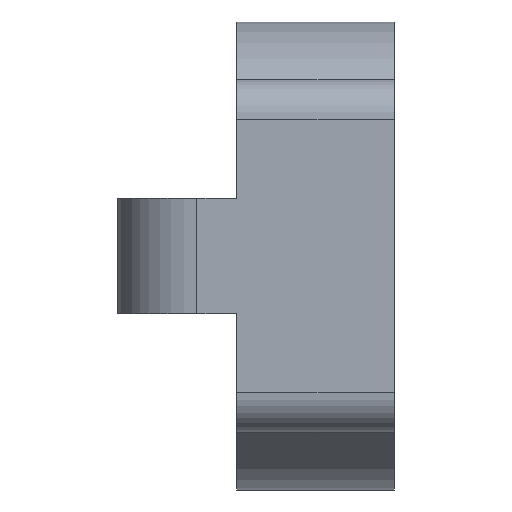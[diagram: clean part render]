
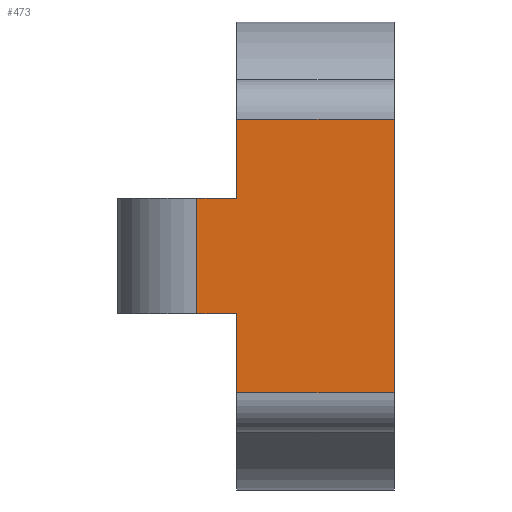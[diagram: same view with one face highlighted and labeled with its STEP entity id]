
A CAD part, left-side view. The second image highlights one B-rep face of the part: STEP entity #473.
In plain terms, the highlighted planar face has unit normal (-1, 0, 0).
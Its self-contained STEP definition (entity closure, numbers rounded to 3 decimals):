
#19 = CARTESIAN_POINT ( 'NONE',  ( -22.5, 3.204, -3.45 ) ) ;
#25 = LINE ( 'NONE', #369, #1044 ) ;
#46 = VECTOR ( 'NONE', #1078, 1000. ) ;
#48 = EDGE_CURVE ( 'NONE', #764, #313, #335, .T. ) ;
#49 = ORIENTED_EDGE ( 'NONE', *, *, #48, .F. ) ;
#72 = LINE ( 'NONE', #621, #563 ) ;
#90 = VERTEX_POINT ( 'NONE', #124 ) ;
#102 = ORIENTED_EDGE ( 'NONE', *, *, #591, .T. ) ;
#124 = CARTESIAN_POINT ( 'NONE',  ( -22.5, 7.187, 1.45 ) ) ;
#128 = DIRECTION ( 'NONE',  ( 1., 0., 0. ) ) ;
#148 = VECTOR ( 'NONE', #741, 1000. ) ;
#159 = CARTESIAN_POINT ( 'NONE',  ( -22.5, 8.187, 1.45 ) ) ;
#235 = ORIENTED_EDGE ( 'NONE', *, *, #261, .T. ) ;
#261 = EDGE_CURVE ( 'NONE', #90, #665, #891, .T. ) ;
#265 = CARTESIAN_POINT ( 'NONE',  ( -22.5, 7.187, -1.45 ) ) ;
#313 = VERTEX_POINT ( 'NONE', #265 ) ;
#335 = LINE ( 'NONE', #1107, #600 ) ;
#339 = DIRECTION ( 'NONE',  ( 0., -1., 0. ) ) ;
#342 = LINE ( 'NONE', #517, #886 ) ;
#345 = EDGE_LOOP ( 'NONE', ( #49, #102, #457, #795, #740, #235, #1198, #448 ) ) ;
#369 = CARTESIAN_POINT ( 'NONE',  ( -22.5, 0., -1.45 ) ) ;
#376 = VERTEX_POINT ( 'NONE', #1181 ) ;
#448 = ORIENTED_EDGE ( 'NONE', *, *, #1087, .F. ) ;
#455 = DIRECTION ( 'NONE',  ( 0., 1., 0. ) ) ;
#457 = ORIENTED_EDGE ( 'NONE', *, *, #726, .T. ) ;
#473 = ADVANCED_FACE ( 'NONE', ( #661 ), #603, .F. ) ;
#477 = VERTEX_POINT ( 'NONE', #19 ) ;
#487 = CARTESIAN_POINT ( 'NONE',  ( -22.5, 0., 1.45 ) ) ;
#496 = LINE ( 'NONE', #1070, #46 ) ;
#517 = CARTESIAN_POINT ( 'NONE',  ( -22.5, 7.187, 3.45 ) ) ;
#521 = VECTOR ( 'NONE', #339, 1000. ) ;
#563 = VECTOR ( 'NONE', #916, 1000. ) ;
#567 = LINE ( 'NONE', #936, #521 ) ;
#591 = EDGE_CURVE ( 'NONE', #764, #477, #567, .T. ) ;
#600 = VECTOR ( 'NONE', #1017, 1000. ) ;
#603 = PLANE ( 'NONE',  #1159 ) ;
#608 = DIRECTION ( 'NONE',  ( 0., 0., -1. ) ) ;
#621 = CARTESIAN_POINT ( 'NONE',  ( -22.5, 7.187, -4.45 ) ) ;
#631 = VECTOR ( 'NONE', #962, 1000. ) ;
#661 = FACE_OUTER_BOUND ( 'NONE', #345, .T. ) ;
#665 = VERTEX_POINT ( 'NONE', #159 ) ;
#716 = VERTEX_POINT ( 'NONE', #846 ) ;
#726 = EDGE_CURVE ( 'NONE', #477, #376, #932, .T. ) ;
#740 = ORIENTED_EDGE ( 'NONE', *, *, #948, .F. ) ;
#741 = DIRECTION ( 'NONE',  ( 0., 0., 1. ) ) ;
#764 = VERTEX_POINT ( 'NONE', #1068 ) ;
#795 = ORIENTED_EDGE ( 'NONE', *, *, #924, .T. ) ;
#803 = DIRECTION ( 'NONE',  ( 0., 1., 0. ) ) ;
#846 = CARTESIAN_POINT ( 'NONE',  ( -22.5, 8.187, -1.45 ) ) ;
#886 = VECTOR ( 'NONE', #803, 1000. ) ;
#891 = LINE ( 'NONE', #487, #631 ) ;
#916 = DIRECTION ( 'NONE',  ( 0., 0., 1. ) ) ;
#922 = VERTEX_POINT ( 'NONE', #1207 ) ;
#924 = EDGE_CURVE ( 'NONE', #376, #922, #342, .T. ) ;
#932 = LINE ( 'NONE', #1057, #148 ) ;
#936 = CARTESIAN_POINT ( 'NONE',  ( -22.5, 0., -3.45 ) ) ;
#948 = EDGE_CURVE ( 'NONE', #90, #922, #72, .T. ) ;
#962 = DIRECTION ( 'NONE',  ( 0., 1., 0. ) ) ;
#1017 = DIRECTION ( 'NONE',  ( 0., 0., 1. ) ) ;
#1044 = VECTOR ( 'NONE', #455, 1000. ) ;
#1057 = CARTESIAN_POINT ( 'NONE',  ( -22.5, 3.204, -4.45 ) ) ;
#1068 = CARTESIAN_POINT ( 'NONE',  ( -22.5, 7.187, -3.45 ) ) ;
#1070 = CARTESIAN_POINT ( 'NONE',  ( -22.5, 8.187, -1.45 ) ) ;
#1078 = DIRECTION ( 'NONE',  ( 0., 0., 1. ) ) ;
#1087 = EDGE_CURVE ( 'NONE', #313, #716, #25, .T. ) ;
#1107 = CARTESIAN_POINT ( 'NONE',  ( -22.5, 7.187, -4.45 ) ) ;
#1159 = AXIS2_PLACEMENT_3D ( 'NONE', #1206, #128, #608 ) ;
#1181 = CARTESIAN_POINT ( 'NONE',  ( -22.5, 3.204, 3.45 ) ) ;
#1198 = ORIENTED_EDGE ( 'NONE', *, *, #1255, .F. ) ;
#1206 = CARTESIAN_POINT ( 'NONE',  ( -22.5, 0., -1.45 ) ) ;
#1207 = CARTESIAN_POINT ( 'NONE',  ( -22.5, 7.187, 3.45 ) ) ;
#1255 = EDGE_CURVE ( 'NONE', #716, #665, #496, .T. ) ;
